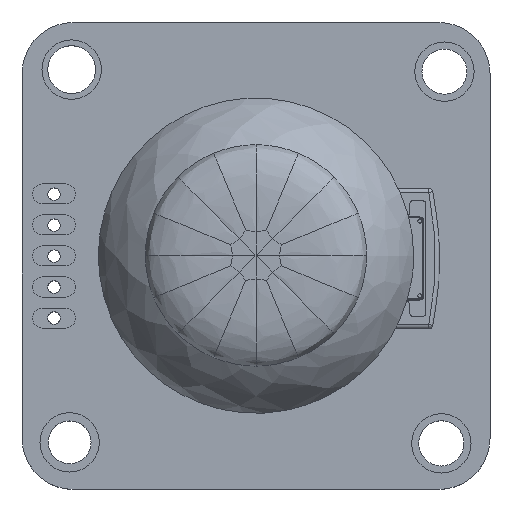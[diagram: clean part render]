
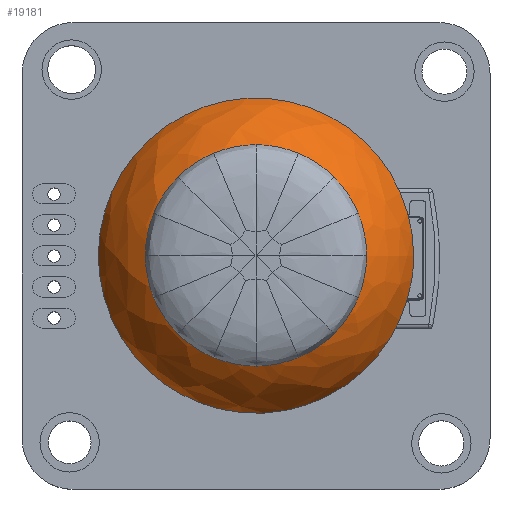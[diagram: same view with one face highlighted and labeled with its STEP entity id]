
A CAD part, top view. The second image highlights one B-rep face of the part: STEP entity #19181.
In plain terms, the highlighted free-form (B-spline) face has degree [3, 3] with [6, 11] control points.
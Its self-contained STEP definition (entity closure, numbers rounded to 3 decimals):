
#95=B_SPLINE_SURFACE_WITH_KNOTS('',3,3,((#36074,#36075,#36076,#36077,#36078,
#36079,#36080,#36081,#36082,#36083,#36084),(#36085,#36086,#36087,#36088,
#36089,#36090,#36091,#36092,#36093,#36094,#36095),(#36096,#36097,#36098,
#36099,#36100,#36101,#36102,#36103,#36104,#36105,#36106),(#36107,#36108,
#36109,#36110,#36111,#36112,#36113,#36114,#36115,#36116,#36117),(#36118,
#36119,#36120,#36121,#36122,#36123,#36124,#36125,#36126,#36127,#36128),
(#36129,#36130,#36131,#36132,#36133,#36134,#36135,#36136,#36137,#36138,
#36139)),.UNSPECIFIED.,.F.,.T.,.F.,(4,1,1,4),(4,1,1,1,1,1,1,1,4),(0.,1.,
2.,3.),(0.,1.,2.,3.,4.,5.,6.,7.,8.),.UNSPECIFIED.);
#283=B_SPLINE_CURVE_WITH_KNOTS('',3,(#36142,#36143,#36144,#36145,#36146,
#36147),.UNSPECIFIED.,.F.,.F.,(4,1,1,4),(0.,1.,2.,3.),.UNSPECIFIED.);
#284=B_SPLINE_CURVE_WITH_KNOTS('',3,(#36149,#36150,#36151,#36152,#36153,
#36154,#36155,#36156,#36157,#36158),.UNSPECIFIED.,.F.,.F.,(4,1,1,1,1,1,
1,4),(0.,1.,2.,3.,4.,5.,6.,7.),.UNSPECIFIED.);
#285=B_SPLINE_CURVE_WITH_KNOTS('',3,(#36159,#36160,#36161,#36162),
 .UNSPECIFIED.,.F.,.F.,(4,4),(7.,8.),.UNSPECIFIED.);
#286=B_SPLINE_CURVE_WITH_KNOTS('',3,(#36163,#36164,#36165,#36166,#36167,
#36168,#36169,#36170,#36171,#36172,#36173),.UNSPECIFIED.,.T.,.F.,(4,1,1,
1,1,1,1,1,4),(-8.,-7.,-6.,-5.,-4.,-3.,-2.,-1.,0.),.UNSPECIFIED.);
#2489=FACE_OUTER_BOUND('',#3861,.T.);
#3861=EDGE_LOOP('',(#17221,#17222,#17223,#17224,#17225));
#9145=VERTEX_POINT('',#36140);
#9146=VERTEX_POINT('',#36141);
#9147=VERTEX_POINT('',#36148);
#11846=EDGE_CURVE('',#9145,#9146,#283,.T.);
#11847=EDGE_CURVE('',#9146,#9147,#284,.T.);
#11848=EDGE_CURVE('',#9147,#9146,#285,.T.);
#11849=EDGE_CURVE('',#9145,#9145,#286,.T.);
#17221=ORIENTED_EDGE('',*,*,#11846,.T.);
#17222=ORIENTED_EDGE('',*,*,#11847,.T.);
#17223=ORIENTED_EDGE('',*,*,#11848,.T.);
#17224=ORIENTED_EDGE('',*,*,#11846,.F.);
#17225=ORIENTED_EDGE('',*,*,#11849,.T.);
#19181=ADVANCED_FACE('',(#2489),#95,.T.);
#36074=CARTESIAN_POINT('Ctrl Pts',(7.7,0.,
10.175));
#36075=CARTESIAN_POINT('Ctrl Pts',(7.7,-2.011,10.175));
#36076=CARTESIAN_POINT('Ctrl Pts',(6.034,-6.034,10.175));
#36077=CARTESIAN_POINT('Ctrl Pts',(0.,-8.533,
10.175));
#36078=CARTESIAN_POINT('Ctrl Pts',(-6.034,-6.034,
10.175));
#36079=CARTESIAN_POINT('Ctrl Pts',(-8.533,0.,
10.175));
#36080=CARTESIAN_POINT('Ctrl Pts',(-6.034,6.034,10.175));
#36081=CARTESIAN_POINT('Ctrl Pts',(0.,8.533,
10.175));
#36082=CARTESIAN_POINT('Ctrl Pts',(6.034,6.034,10.175));
#36083=CARTESIAN_POINT('Ctrl Pts',(7.7,2.011,10.175));
#36084=CARTESIAN_POINT('Ctrl Pts',(7.7,0.,
10.175));
#36085=CARTESIAN_POINT('Ctrl Pts',(7.518,0.,
10.633));
#36086=CARTESIAN_POINT('Ctrl Pts',(7.518,-1.964,10.633));
#36087=CARTESIAN_POINT('Ctrl Pts',(5.891,-5.891,10.633));
#36088=CARTESIAN_POINT('Ctrl Pts',(0.,-8.331,
10.633));
#36089=CARTESIAN_POINT('Ctrl Pts',(-5.891,-5.891,
10.633));
#36090=CARTESIAN_POINT('Ctrl Pts',(-8.331,0.,
10.633));
#36091=CARTESIAN_POINT('Ctrl Pts',(-5.891,5.891,10.633));
#36092=CARTESIAN_POINT('Ctrl Pts',(0.,8.331,
10.633));
#36093=CARTESIAN_POINT('Ctrl Pts',(5.891,5.891,10.633));
#36094=CARTESIAN_POINT('Ctrl Pts',(7.518,1.964,10.633));
#36095=CARTESIAN_POINT('Ctrl Pts',(7.518,0.,
10.633));
#36096=CARTESIAN_POINT('Ctrl Pts',(7.153,0.,
11.55));
#36097=CARTESIAN_POINT('Ctrl Pts',(7.153,-1.869,11.55));
#36098=CARTESIAN_POINT('Ctrl Pts',(5.606,-5.606,11.55));
#36099=CARTESIAN_POINT('Ctrl Pts',(0.,-7.927,
11.55));
#36100=CARTESIAN_POINT('Ctrl Pts',(-5.606,-5.606,11.55));
#36101=CARTESIAN_POINT('Ctrl Pts',(-7.927,0.,
11.55));
#36102=CARTESIAN_POINT('Ctrl Pts',(-5.606,5.606,11.55));
#36103=CARTESIAN_POINT('Ctrl Pts',(0.,7.927,
11.55));
#36104=CARTESIAN_POINT('Ctrl Pts',(5.606,5.606,11.55));
#36105=CARTESIAN_POINT('Ctrl Pts',(7.153,1.869,11.55));
#36106=CARTESIAN_POINT('Ctrl Pts',(7.153,0.,
11.55));
#36107=CARTESIAN_POINT('Ctrl Pts',(4.826,0.,
13.75));
#36108=CARTESIAN_POINT('Ctrl Pts',(4.826,-1.261,13.75));
#36109=CARTESIAN_POINT('Ctrl Pts',(3.782,-3.782,13.75));
#36110=CARTESIAN_POINT('Ctrl Pts',(0.,-5.348,
13.75));
#36111=CARTESIAN_POINT('Ctrl Pts',(-3.782,-3.782,
13.75));
#36112=CARTESIAN_POINT('Ctrl Pts',(-5.348,0.,
13.75));
#36113=CARTESIAN_POINT('Ctrl Pts',(-3.782,3.782,13.75));
#36114=CARTESIAN_POINT('Ctrl Pts',(0.,5.348,
13.75));
#36115=CARTESIAN_POINT('Ctrl Pts',(3.782,3.782,13.75));
#36116=CARTESIAN_POINT('Ctrl Pts',(4.826,1.261,13.75));
#36117=CARTESIAN_POINT('Ctrl Pts',(4.826,0.,
13.75));
#36118=CARTESIAN_POINT('Ctrl Pts',(3.042,0.,
13.97));
#36119=CARTESIAN_POINT('Ctrl Pts',(3.042,-0.795,
13.97));
#36120=CARTESIAN_POINT('Ctrl Pts',(2.384,-2.384,13.97));
#36121=CARTESIAN_POINT('Ctrl Pts',(0.,-3.371,
13.97));
#36122=CARTESIAN_POINT('Ctrl Pts',(-2.384,-2.384,
13.97));
#36123=CARTESIAN_POINT('Ctrl Pts',(-3.371,0.,
13.97));
#36124=CARTESIAN_POINT('Ctrl Pts',(-2.384,2.384,13.97));
#36125=CARTESIAN_POINT('Ctrl Pts',(0.,3.371,
13.97));
#36126=CARTESIAN_POINT('Ctrl Pts',(2.384,2.384,13.97));
#36127=CARTESIAN_POINT('Ctrl Pts',(3.042,0.795,13.97));
#36128=CARTESIAN_POINT('Ctrl Pts',(3.042,0.,
13.97));
#36129=CARTESIAN_POINT('Ctrl Pts',(2.15,0.,
14.08));
#36130=CARTESIAN_POINT('Ctrl Pts',(2.15,-0.562,
14.08));
#36131=CARTESIAN_POINT('Ctrl Pts',(1.685,-1.685,14.08));
#36132=CARTESIAN_POINT('Ctrl Pts',(0.,-2.383,
14.08));
#36133=CARTESIAN_POINT('Ctrl Pts',(-1.685,-1.685,
14.08));
#36134=CARTESIAN_POINT('Ctrl Pts',(-2.383,0.,
14.08));
#36135=CARTESIAN_POINT('Ctrl Pts',(-1.685,1.685,14.08));
#36136=CARTESIAN_POINT('Ctrl Pts',(0.,2.383,
14.08));
#36137=CARTESIAN_POINT('Ctrl Pts',(1.685,1.685,14.08));
#36138=CARTESIAN_POINT('Ctrl Pts',(2.15,0.562,14.08));
#36139=CARTESIAN_POINT('Ctrl Pts',(2.15,0.,
14.08));
#36140=CARTESIAN_POINT('',(7.7,0.,10.175));
#36141=CARTESIAN_POINT('',(2.15,0.,14.08));
#36142=CARTESIAN_POINT('Ctrl Pts',(7.7,0.,
10.175));
#36143=CARTESIAN_POINT('Ctrl Pts',(7.518,0.,
10.633));
#36144=CARTESIAN_POINT('Ctrl Pts',(7.153,0.,
11.55));
#36145=CARTESIAN_POINT('Ctrl Pts',(4.826,0.,
13.75));
#36146=CARTESIAN_POINT('Ctrl Pts',(3.042,0.,
13.97));
#36147=CARTESIAN_POINT('Ctrl Pts',(2.15,0.,
14.08));
#36148=CARTESIAN_POINT('',(1.52,1.52,14.08));
#36149=CARTESIAN_POINT('Ctrl Pts',(2.15,0.,
14.08));
#36150=CARTESIAN_POINT('Ctrl Pts',(2.15,-0.562,
14.08));
#36151=CARTESIAN_POINT('Ctrl Pts',(1.685,-1.685,14.08));
#36152=CARTESIAN_POINT('Ctrl Pts',(0.,-2.383,
14.08));
#36153=CARTESIAN_POINT('Ctrl Pts',(-1.685,-1.685,
14.08));
#36154=CARTESIAN_POINT('Ctrl Pts',(-2.383,0.,
14.08));
#36155=CARTESIAN_POINT('Ctrl Pts',(-1.685,1.685,14.08));
#36156=CARTESIAN_POINT('Ctrl Pts',(0.,2.383,
14.08));
#36157=CARTESIAN_POINT('Ctrl Pts',(1.123,1.917,14.08));
#36158=CARTESIAN_POINT('Ctrl Pts',(1.52,1.52,14.08));
#36159=CARTESIAN_POINT('Ctrl Pts',(1.52,1.52,14.08));
#36160=CARTESIAN_POINT('Ctrl Pts',(1.917,1.123,14.08));
#36161=CARTESIAN_POINT('Ctrl Pts',(2.15,0.562,14.08));
#36162=CARTESIAN_POINT('Ctrl Pts',(2.15,0.,
14.08));
#36163=CARTESIAN_POINT('Ctrl Pts',(7.7,0.,
10.175));
#36164=CARTESIAN_POINT('Ctrl Pts',(7.7,2.011,10.175));
#36165=CARTESIAN_POINT('Ctrl Pts',(6.034,6.034,10.175));
#36166=CARTESIAN_POINT('Ctrl Pts',(0.,8.533,
10.175));
#36167=CARTESIAN_POINT('Ctrl Pts',(-6.034,6.034,10.175));
#36168=CARTESIAN_POINT('Ctrl Pts',(-8.533,0.,
10.175));
#36169=CARTESIAN_POINT('Ctrl Pts',(-6.034,-6.034,
10.175));
#36170=CARTESIAN_POINT('Ctrl Pts',(0.,-8.533,
10.175));
#36171=CARTESIAN_POINT('Ctrl Pts',(6.034,-6.034,10.175));
#36172=CARTESIAN_POINT('Ctrl Pts',(7.7,-2.011,10.175));
#36173=CARTESIAN_POINT('Ctrl Pts',(7.7,0.,
10.175));
